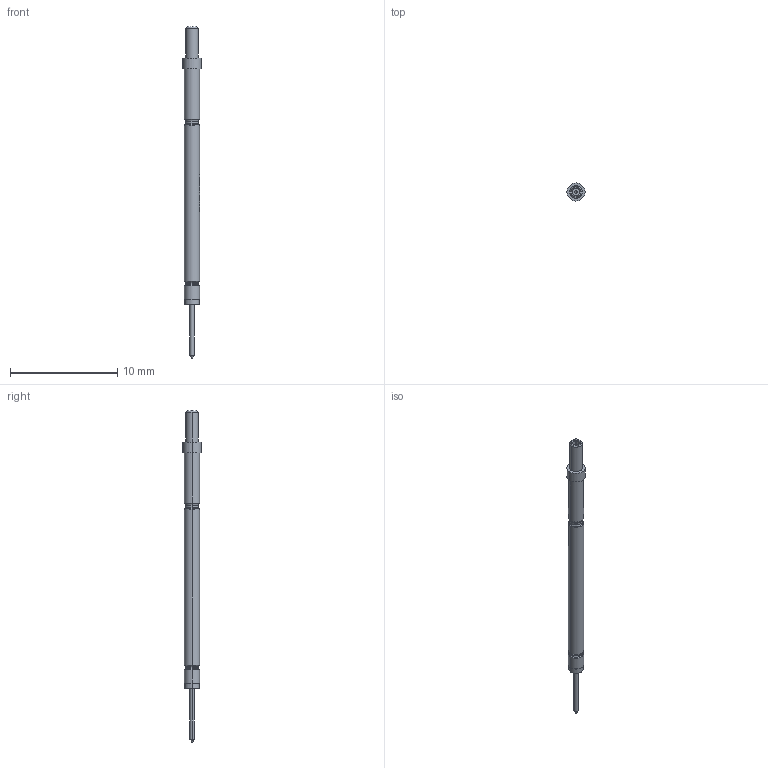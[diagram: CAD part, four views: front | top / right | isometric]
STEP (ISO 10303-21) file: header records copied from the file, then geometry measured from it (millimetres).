
FILE_DESCRIPTION (( 'STEP AP214' ), '1' );
FILE_NAME ('MOD-F80518B0001Gxxx.STEP', '2019-02-22T09:33:15', ( 'Installadmin' ), ( 'Hewlett-Packard Company' ), 'SwSTEP 2.0', 'SolidWorks 2015', '' );
FILE_SCHEMA (( 'AUTOMOTIVE_DESIGN' ));
Length unit declared in the file: millimetre
Products named in the file (1): MOD-F80518B0001Gxxx
Bounding box: 1.7 x 1.7 x 31 mm (x, y, z)
Volume: 40.2 mm3; surface area: 130.1 mm2
Topology: 2 solids, 2 shells, 126 faces, 377 edges, 264 vertices
Faces by surface type: cylinder 62, plane 34, cone 22, torus 8
Entity records: 5197 total; most frequent: CARTESIAN_POINT 1321, ORIENTED_EDGE 750, DIRECTION 660, EDGE_CURVE 375, AXIS2_PLACEMENT_3D 269, VERTEX_POINT 264, CIRCLE 142, EDGE_LOOP 137
